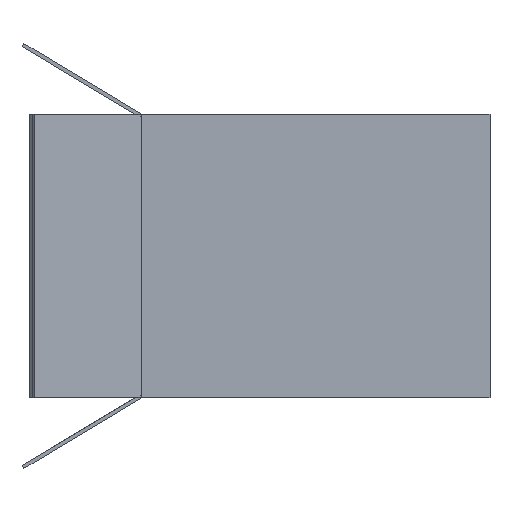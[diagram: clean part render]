
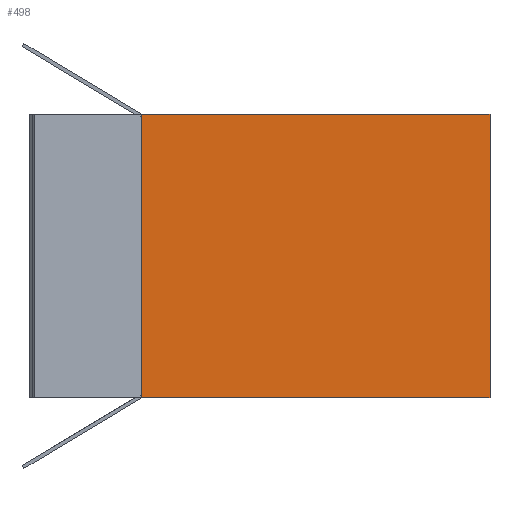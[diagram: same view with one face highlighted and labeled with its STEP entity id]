
A CAD part, left-side view. The second image highlights one B-rep face of the part: STEP entity #498.
In plain terms, the highlighted planar face has unit normal (-1, 0, 0).
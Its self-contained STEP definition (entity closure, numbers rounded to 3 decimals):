
#59 = VERTEX_POINT ( 'NONE', #145 ) ;
#124 = VERTEX_POINT ( 'NONE', #371 ) ;
#145 = CARTESIAN_POINT ( 'NONE',  ( -432.5, 230., 375. ) ) ;
#151 = DIRECTION ( 'NONE',  ( 1., 0., 0. ) ) ;
#166 = CARTESIAN_POINT ( 'NONE',  ( -432.5, -230., 375. ) ) ;
#173 = FACE_OUTER_BOUND ( 'NONE', #672, .T. ) ;
#195 = DIRECTION ( 'NONE',  ( 0., 0., -1. ) ) ;
#199 = PLANE ( 'NONE',  #743 ) ;
#216 = CARTESIAN_POINT ( 'NONE',  ( -432.5, -230., 375. ) ) ;
#220 = VERTEX_POINT ( 'NONE', #166 ) ;
#273 = CARTESIAN_POINT ( 'NONE',  ( -432.5, 230., 375. ) ) ;
#296 = EDGE_CURVE ( 'NONE', #59, #537, #957, .T. ) ;
#312 = VECTOR ( 'NONE', #1016, 1000. ) ;
#321 = DIRECTION ( 'NONE',  ( 0., -1., 0. ) ) ;
#328 = LINE ( 'NONE', #726, #960 ) ;
#347 = ORIENTED_EDGE ( 'NONE', *, *, #872, .F. ) ;
#371 = CARTESIAN_POINT ( 'NONE',  ( -432.5, -230., 0. ) ) ;
#394 = ORIENTED_EDGE ( 'NONE', *, *, #955, .T. ) ;
#442 = LINE ( 'NONE', #216, #312 ) ;
#446 = ORIENTED_EDGE ( 'NONE', *, *, #894, .F. ) ;
#480 = VECTOR ( 'NONE', #195, 1000. ) ;
#498 = ADVANCED_FACE ( 'NONE', ( #173 ), #199, .F. ) ;
#535 = CARTESIAN_POINT ( 'NONE',  ( -432.5, -230., 375. ) ) ;
#537 = VERTEX_POINT ( 'NONE', #1040 ) ;
#550 = DIRECTION ( 'NONE',  ( 0., -1., 0. ) ) ;
#672 = EDGE_LOOP ( 'NONE', ( #394, #347, #446, #954 ) ) ;
#726 = CARTESIAN_POINT ( 'NONE',  ( -432.5, -230., 0. ) ) ;
#743 = AXIS2_PLACEMENT_3D ( 'NONE', #535, #151, #757 ) ;
#757 = DIRECTION ( 'NONE',  ( 0., 0., -1. ) ) ;
#797 = VECTOR ( 'NONE', #550, 1000. ) ;
#872 = EDGE_CURVE ( 'NONE', #220, #124, #442, .T. ) ;
#894 = EDGE_CURVE ( 'NONE', #59, #220, #901, .T. ) ;
#901 = LINE ( 'NONE', #977, #797 ) ;
#954 = ORIENTED_EDGE ( 'NONE', *, *, #296, .T. ) ;
#955 = EDGE_CURVE ( 'NONE', #537, #124, #328, .T. ) ;
#957 = LINE ( 'NONE', #273, #480 ) ;
#960 = VECTOR ( 'NONE', #321, 1000. ) ;
#977 = CARTESIAN_POINT ( 'NONE',  ( -432.5, -230., 375. ) ) ;
#1016 = DIRECTION ( 'NONE',  ( 0., 0., -1. ) ) ;
#1040 = CARTESIAN_POINT ( 'NONE',  ( -432.5, 230., 0. ) ) ;
